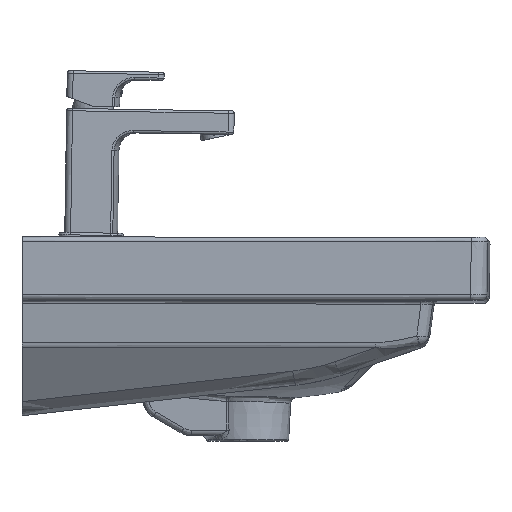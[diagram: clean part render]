
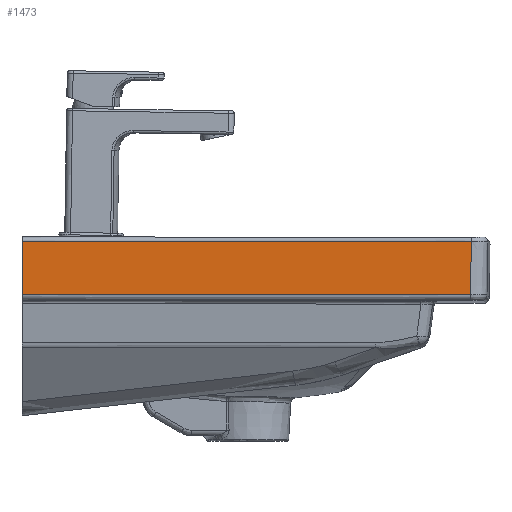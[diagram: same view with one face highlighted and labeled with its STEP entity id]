
A CAD part, left-side view. The second image highlights one B-rep face of the part: STEP entity #1473.
In plain terms, the highlighted planar face has unit normal (-1, 0.004, -0.018).
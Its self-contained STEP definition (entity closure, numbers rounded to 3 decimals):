
#205=PLANE('',#6760);
#398=LINE('',#8907,#613);
#613=VECTOR('',#7331,1.);
#1155=B_SPLINE_CURVE_WITH_KNOTS('',3,(#12385,#12386,#12387,#12388,#12389,
#12390,#12391,#12392,#12393,#12394),.UNSPECIFIED.,.F.,.F.,(4,2,2,2,4),(0.,
0.205,0.47,0.735,1.),.UNSPECIFIED.);
#1156=B_SPLINE_CURVE_WITH_KNOTS('',3,(#12396,#12397,#12398,#12399,#12400,
#12401,#12402,#12403),.UNSPECIFIED.,.F.,.F.,(4,2,2,4),(0.,0.076,
0.483,1.),.UNSPECIFIED.);
#1157=B_SPLINE_CURVE_WITH_KNOTS('',3,(#12405,#12406,#12407,#12408,#12409,
#12410,#12411,#12412,#12413,#12414),.UNSPECIFIED.,.F.,.F.,(4,2,2,2,4),(0.,
0.264,0.527,0.791,1.),.UNSPECIFIED.);
#1473=ADVANCED_FACE('',(#1912),#205,.T.);
#1912=FACE_OUTER_BOUND('',#2333,.T.);
#2333=EDGE_LOOP('',(#3042,#3043,#3044,#3045));
#3042=ORIENTED_EDGE('',*,*,#5364,.T.);
#3043=ORIENTED_EDGE('',*,*,#5611,.T.);
#3044=ORIENTED_EDGE('',*,*,#5612,.T.);
#3045=ORIENTED_EDGE('',*,*,#5613,.T.);
#4774=VERTEX_POINT('',#8906);
#4775=VERTEX_POINT('',#8908);
#4990=VERTEX_POINT('',#12395);
#4991=VERTEX_POINT('',#12404);
#5364=EDGE_CURVE('',#4775,#4774,#398,.T.);
#5611=EDGE_CURVE('',#4774,#4990,#1155,.T.);
#5612=EDGE_CURVE('',#4990,#4991,#1156,.T.);
#5613=EDGE_CURVE('',#4991,#4775,#1157,.T.);
#6760=AXIS2_PLACEMENT_3D('',#12415,#7487,#7488);
#7331=DIRECTION('',(0.017,0.,-1.));
#7487=DIRECTION('',(-1.,0.004,-0.017));
#7488=DIRECTION('',(0.017,0.,-1.));
#8906=CARTESIAN_POINT('',(-256.647,0.,-48.887));
#8907=CARTESIAN_POINT('',(-256.907,0.,-33.999));
#8908=CARTESIAN_POINT('',(-257.438,0.,-3.561));
#12385=CARTESIAN_POINT('',(-256.647,0.,-48.887));
#12386=CARTESIAN_POINT('',(-256.739,-26.031,-48.895));
#12387=CARTESIAN_POINT('',(-256.831,-52.062,-48.902));
#12388=CARTESIAN_POINT('',(-257.043,-111.784,-48.919));
#12389=CARTESIAN_POINT('',(-257.162,-145.476,-48.928));
#12390=CARTESIAN_POINT('',(-257.401,-212.859,-48.947));
#12391=CARTESIAN_POINT('',(-257.521,-246.551,-48.956));
#12392=CARTESIAN_POINT('',(-257.76,-313.934,-48.976));
#12393=CARTESIAN_POINT('',(-257.879,-347.626,-48.986));
#12394=CARTESIAN_POINT('',(-257.999,-381.317,-48.997));
#12395=CARTESIAN_POINT('',(-257.999,-381.317,-48.997));
#12396=CARTESIAN_POINT('',(-257.999,-381.317,-48.997));
#12397=CARTESIAN_POINT('',(-258.019,-381.337,-47.849));
#12398=CARTESIAN_POINT('',(-258.039,-381.357,-46.702));
#12399=CARTESIAN_POINT('',(-258.167,-381.481,-39.402));
#12400=CARTESIAN_POINT('',(-258.274,-381.586,-33.249));
#12401=CARTESIAN_POINT('',(-258.519,-381.825,-19.272));
#12402=CARTESIAN_POINT('',(-258.656,-381.958,-11.448));
#12403=CARTESIAN_POINT('',(-258.793,-382.092,-3.624));
#12404=CARTESIAN_POINT('',(-258.793,-382.092,-3.624));
#12405=CARTESIAN_POINT('',(-258.793,-382.092,-3.624));
#12406=CARTESIAN_POINT('',(-258.674,-348.528,-3.618));
#12407=CARTESIAN_POINT('',(-258.555,-314.965,-3.613));
#12408=CARTESIAN_POINT('',(-258.317,-247.838,-3.602));
#12409=CARTESIAN_POINT('',(-258.198,-214.275,-3.596));
#12410=CARTESIAN_POINT('',(-257.96,-147.148,-3.586));
#12411=CARTESIAN_POINT('',(-257.841,-113.585,-3.581));
#12412=CARTESIAN_POINT('',(-257.627,-53.347,-3.571));
#12413=CARTESIAN_POINT('',(-257.532,-26.674,-3.566));
#12414=CARTESIAN_POINT('',(-257.438,0.,-3.561));
#12415=CARTESIAN_POINT('',(-257.5,0.,0.));
